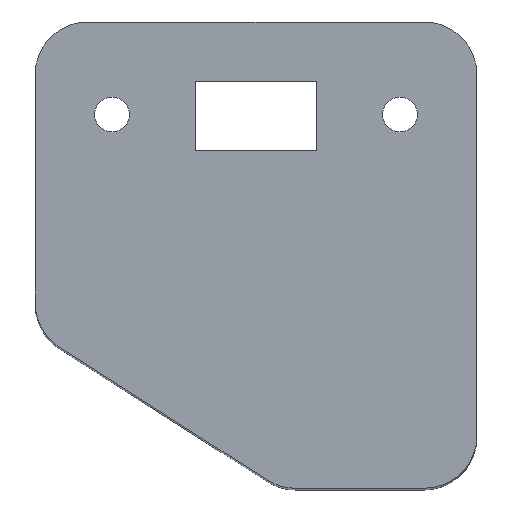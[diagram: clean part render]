
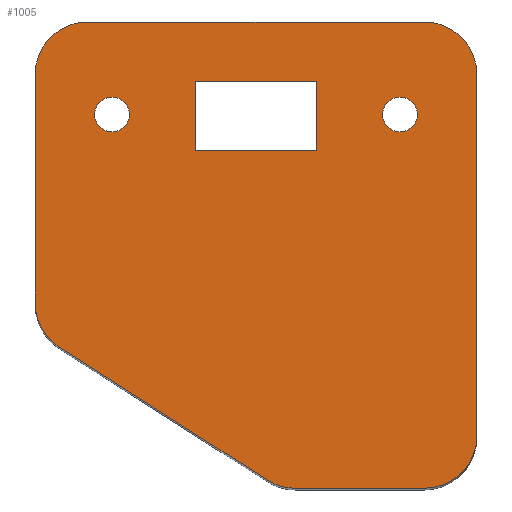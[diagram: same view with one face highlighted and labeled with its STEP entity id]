
A CAD part, top view. The second image highlights one B-rep face of the part: STEP entity #1005.
In plain terms, the highlighted planar face has unit normal (0, 0, 1).
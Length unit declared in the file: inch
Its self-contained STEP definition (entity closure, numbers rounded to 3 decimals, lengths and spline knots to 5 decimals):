
#17=FACE_BOUND('',#148,.T.);
#18=FACE_BOUND('',#149,.T.);
#19=FACE_BOUND('',#150,.T.);
#46=PLANE('',#1097);
#94=FACE_OUTER_BOUND('',#147,.T.);
#147=EDGE_LOOP('',(#838,#839,#840,#841,#842,#843,#844,#845,#846,#847));
#148=EDGE_LOOP('',(#848));
#149=EDGE_LOOP('',(#849));
#150=EDGE_LOOP('',(#850,#851,#852,#853));
#242=LINE('',#1593,#354);
#246=LINE('',#1602,#358);
#249=LINE('',#1610,#361);
#252=LINE('',#1619,#364);
#254=LINE('',#1626,#366);
#255=LINE('',#1630,#367);
#256=LINE('',#1632,#368);
#257=LINE('',#1634,#369);
#258=LINE('',#1635,#370);
#354=VECTOR('',#1292,0.3937);
#358=VECTOR('',#1302,0.3937);
#361=VECTOR('',#1311,0.3937);
#364=VECTOR('',#1322,0.3937);
#366=VECTOR('',#1330,0.3937);
#367=VECTOR('',#1333,0.3937);
#368=VECTOR('',#1334,0.3937);
#369=VECTOR('',#1335,0.3937);
#370=VECTOR('',#1336,0.3937);
#408=CIRCLE('',#1066,0.05);
#410=CIRCLE('',#1069,0.05);
#417=CIRCLE('',#1086,0.15);
#418=CIRCLE('',#1089,0.15);
#419=CIRCLE('',#1093,0.15);
#420=CIRCLE('',#1096,0.15);
#421=CIRCLE('',#1098,0.15);
#479=VERTEX_POINT('',#1534);
#481=VERTEX_POINT('',#1540);
#496=VERTEX_POINT('',#1590);
#497=VERTEX_POINT('',#1592);
#498=VERTEX_POINT('',#1596);
#499=VERTEX_POINT('',#1600);
#500=VERTEX_POINT('',#1604);
#501=VERTEX_POINT('',#1608);
#502=VERTEX_POINT('',#1613);
#503=VERTEX_POINT('',#1617);
#504=VERTEX_POINT('',#1621);
#505=VERTEX_POINT('',#1625);
#506=VERTEX_POINT('',#1628);
#507=VERTEX_POINT('',#1629);
#508=VERTEX_POINT('',#1631);
#509=VERTEX_POINT('',#1633);
#587=EDGE_CURVE('',#479,#479,#408,.T.);
#590=EDGE_CURVE('',#481,#481,#410,.T.);
#617=EDGE_CURVE('',#497,#496,#242,.T.);
#620=EDGE_CURVE('',#496,#498,#417,.T.);
#622=EDGE_CURVE('',#498,#499,#246,.T.);
#624=EDGE_CURVE('',#499,#500,#418,.T.);
#626=EDGE_CURVE('',#500,#501,#249,.T.);
#628=EDGE_CURVE('',#501,#502,#419,.T.);
#630=EDGE_CURVE('',#502,#503,#252,.T.);
#632=EDGE_CURVE('',#503,#504,#420,.T.);
#633=EDGE_CURVE('',#504,#505,#254,.T.);
#634=EDGE_CURVE('',#505,#497,#421,.T.);
#635=EDGE_CURVE('',#506,#507,#255,.T.);
#636=EDGE_CURVE('',#507,#508,#256,.T.);
#637=EDGE_CURVE('',#508,#509,#257,.T.);
#638=EDGE_CURVE('',#509,#506,#258,.T.);
#838=ORIENTED_EDGE('',*,*,#633,.T.);
#839=ORIENTED_EDGE('',*,*,#634,.T.);
#840=ORIENTED_EDGE('',*,*,#617,.T.);
#841=ORIENTED_EDGE('',*,*,#620,.T.);
#842=ORIENTED_EDGE('',*,*,#622,.T.);
#843=ORIENTED_EDGE('',*,*,#624,.T.);
#844=ORIENTED_EDGE('',*,*,#626,.T.);
#845=ORIENTED_EDGE('',*,*,#628,.T.);
#846=ORIENTED_EDGE('',*,*,#630,.T.);
#847=ORIENTED_EDGE('',*,*,#632,.T.);
#848=ORIENTED_EDGE('',*,*,#587,.T.);
#849=ORIENTED_EDGE('',*,*,#590,.T.);
#850=ORIENTED_EDGE('',*,*,#635,.T.);
#851=ORIENTED_EDGE('',*,*,#636,.T.);
#852=ORIENTED_EDGE('',*,*,#637,.T.);
#853=ORIENTED_EDGE('',*,*,#638,.T.);
#1005=ADVANCED_FACE('',(#94,#17,#18,#19),#46,.T.);
#1066=AXIS2_PLACEMENT_3D('',#1535,#1233,#1234);
#1069=AXIS2_PLACEMENT_3D('',#1541,#1240,#1241);
#1086=AXIS2_PLACEMENT_3D('',#1598,#1297,#1298);
#1089=AXIS2_PLACEMENT_3D('',#1606,#1306,#1307);
#1093=AXIS2_PLACEMENT_3D('',#1615,#1317,#1318);
#1096=AXIS2_PLACEMENT_3D('',#1623,#1326,#1327);
#1097=AXIS2_PLACEMENT_3D('',#1624,#1328,#1329);
#1098=AXIS2_PLACEMENT_3D('',#1627,#1331,#1332);
#1233=DIRECTION('center_axis',(0.,0.,
-1.));
#1234=DIRECTION('ref_axis',(1.,0.,0.));
#1240=DIRECTION('center_axis',(0.,0.,
-1.));
#1241=DIRECTION('ref_axis',(1.,0.,0.));
#1292=DIRECTION('',(1.,0.,0.));
#1297=DIRECTION('center_axis',(0.,0.,
1.));
#1298=DIRECTION('ref_axis',(1.,0.,0.));
#1302=DIRECTION('',(0.,1.,0.));
#1306=DIRECTION('center_axis',(0.,0.,
1.));
#1307=DIRECTION('ref_axis',(1.,0.,0.));
#1311=DIRECTION('',(-1.,0.,0.));
#1317=DIRECTION('center_axis',(0.,0.,
1.));
#1318=DIRECTION('ref_axis',(0.,1.,0.));
#1322=DIRECTION('',(0.,-1.,0.));
#1326=DIRECTION('center_axis',(0.,0.,
1.));
#1327=DIRECTION('ref_axis',(-0.539,-0.843,0.));
#1328=DIRECTION('center_axis',(0.,0.,
1.));
#1329=DIRECTION('ref_axis',(1.,0.,0.));
#1330=DIRECTION('',(0.843,-0.539,0.));
#1331=DIRECTION('center_axis',(0.,0.,
1.));
#1332=DIRECTION('ref_axis',(0.,-1.,0.));
#1333=DIRECTION('',(-1.,0.,0.));
#1334=DIRECTION('',(0.,1.,0.));
#1335=DIRECTION('',(1.,0.,0.));
#1336=DIRECTION('',(0.,-1.,0.));
#1534=CARTESIAN_POINT('',(0.71058,1.175,0.98414));
#1535=CARTESIAN_POINT('Origin',(0.76058,1.175,0.98414));
#1540=CARTESIAN_POINT('',(-0.11442,1.175,0.98414));
#1541=CARTESIAN_POINT('Origin',(-0.06442,1.175,0.98414));
#1590=CARTESIAN_POINT('',(0.83058,0.10441,0.98414));
#1592=CARTESIAN_POINT('',(0.46091,0.10441,0.98414));
#1593=CARTESIAN_POINT('',(-0.28442,0.10441,0.98414));
#1596=CARTESIAN_POINT('',(0.98058,0.25441,0.98414));
#1598=CARTESIAN_POINT('Origin',(0.83058,0.25441,0.98414));
#1600=CARTESIAN_POINT('',(0.98058,1.29,0.98414));
#1602=CARTESIAN_POINT('',(0.98058,0.25441,0.98414));
#1604=CARTESIAN_POINT('',(0.83058,1.44,0.98414));
#1606=CARTESIAN_POINT('Origin',(0.83058,1.29,0.98414));
#1608=CARTESIAN_POINT('',(-0.13442,1.44,0.98414));
#1610=CARTESIAN_POINT('',(0.83058,1.44,0.98414));
#1613=CARTESIAN_POINT('',(-0.28442,1.29,0.98414));
#1615=CARTESIAN_POINT('Origin',(-0.13442,1.29,0.98414));
#1617=CARTESIAN_POINT('',(-0.28442,0.635,0.98414));
#1619=CARTESIAN_POINT('',(-0.28442,1.29,0.98414));
#1621=CARTESIAN_POINT('',(-0.21522,0.50862,0.98414));
#1623=CARTESIAN_POINT('Origin',(-0.13442,0.635,0.98414));
#1624=CARTESIAN_POINT('Origin',(0.34808,0.77221,0.98414));
#1625=CARTESIAN_POINT('',(0.38012,0.12803,0.98414));
#1626=CARTESIAN_POINT('',(0.38012,0.12803,0.98414));
#1627=CARTESIAN_POINT('Origin',(0.46091,0.25441,0.98414));
#1628=CARTESIAN_POINT('',(0.52208,1.073,0.98414));
#1629=CARTESIAN_POINT('',(0.17408,1.073,0.98414));
#1630=CARTESIAN_POINT('',(0.52208,1.073,0.98414));
#1631=CARTESIAN_POINT('',(0.17408,1.27,0.98414));
#1632=CARTESIAN_POINT('',(0.17408,1.073,0.98414));
#1633=CARTESIAN_POINT('',(0.52208,1.27,0.98414));
#1634=CARTESIAN_POINT('',(0.17408,1.27,0.98414));
#1635=CARTESIAN_POINT('',(0.52208,1.27,0.98414));
